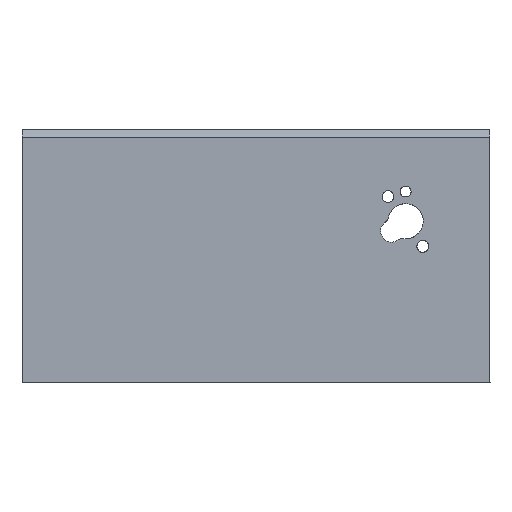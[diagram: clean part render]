
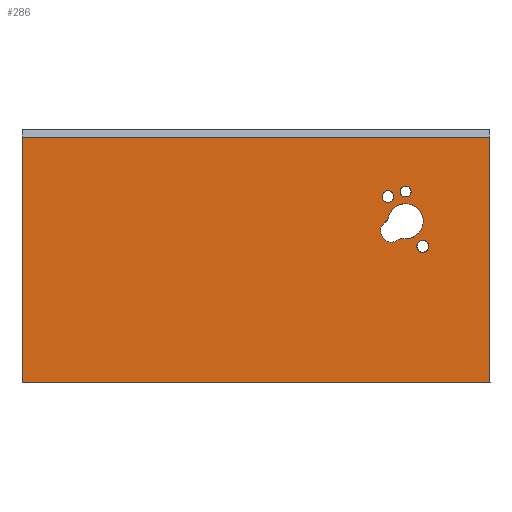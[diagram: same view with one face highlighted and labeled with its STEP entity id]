
A CAD part, front view. The second image highlights one B-rep face of the part: STEP entity #286.
In plain terms, the highlighted planar face has unit normal (0, -1, 0).
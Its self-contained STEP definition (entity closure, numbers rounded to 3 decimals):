
#64=CARTESIAN_POINT('',(-34.295,264.629,540.724));
#65=VERTEX_POINT('',#64);
#74=CARTESIAN_POINT('',(-41.087,264.63,535.344));
#75=VERTEX_POINT('',#74);
#76=CARTESIAN_POINT('',(-34.295,264.629,533.746));
#77=DIRECTION('',(0.,-1.,0.));
#78=DIRECTION('',(1.,0.,-0.));
#79=AXIS2_PLACEMENT_3D('',#76,#77,#78);
#80=ELLIPSE('',#79,6.978,6.978);
#81=EDGE_CURVE('',#65,#75,#80,.T.);
#102=CARTESIAN_POINT('',(-162.325,264.647,465.393));
#103=DIRECTION('',(0.,1.,-0.));
#104=DIRECTION('',(-1.,0.,0.));
#105=AXIS2_PLACEMENT_3D('',#102,#103,#104);
#106=PLANE('',#105);
#107=CARTESIAN_POINT('',(-42.622,264.63,533.095));
#108=VERTEX_POINT('',#107);
#109=CARTESIAN_POINT('',(-42.599,264.63,533.111));
#110=VERTEX_POINT('',#109);
#111=CARTESIAN_POINT('',(-42.622,264.63,533.095));
#112=DIRECTION('',(0.819,0.,0.574));
#113=VECTOR('',#112,0.028);
#114=LINE('',#111,#113);
#115=EDGE_CURVE('',#108,#110,#114,.T.);
#116=ORIENTED_EDGE('',*,*,#115,.T.);
#117=CARTESIAN_POINT('',(-42.599,264.63,533.111));
#118=CARTESIAN_POINT('',(-42.409,264.63,533.244));
#119=CARTESIAN_POINT('',(-42.234,264.63,533.393));
#120=CARTESIAN_POINT('',(-42.074,264.63,533.556));
#121=CARTESIAN_POINT('',(-41.994,264.63,533.637));
#122=CARTESIAN_POINT('',(-41.918,264.63,533.722));
#123=CARTESIAN_POINT('',(-41.845,264.63,533.811));
#124=CARTESIAN_POINT('',(-41.772,264.63,533.9));
#125=CARTESIAN_POINT('',(-41.703,264.63,533.993));
#126=CARTESIAN_POINT('',(-41.638,264.63,534.089));
#127=CARTESIAN_POINT('',(-41.508,264.63,534.28));
#128=CARTESIAN_POINT('',(-41.398,264.63,534.48));
#129=CARTESIAN_POINT('',(-41.306,264.63,534.69));
#130=CARTESIAN_POINT('',(-41.214,264.63,534.899));
#131=CARTESIAN_POINT('',(-41.141,264.63,535.119));
#132=CARTESIAN_POINT('',(-41.087,264.63,535.344));
#133=B_SPLINE_CURVE_WITH_KNOTS('',3,(#117,#118,#119,#120,#121,#122,#123,#124,#125,#126,#127,#128,#129,#130,#131,#132),.UNSPECIFIED.,.F.,.F.,(4,3,3,3,3,4),(0.,0.001,0.001,0.001,0.002,0.003),.UNSPECIFIED.);
#134=EDGE_CURVE('',#110,#75,#133,.T.);
#135=ORIENTED_EDGE('',*,*,#134,.T.);
#136=ORIENTED_EDGE('',*,*,#81,.F.);
#137=CARTESIAN_POINT('',(-35.102,264.629,526.815));
#138=VERTEX_POINT('',#137);
#139=CARTESIAN_POINT('',(-34.295,264.629,533.746));
#140=DIRECTION('',(0.,-1.,0.));
#141=DIRECTION('',(1.,0.,-0.));
#142=AXIS2_PLACEMENT_3D('',#139,#140,#141);
#143=ELLIPSE('',#142,6.978,6.978);
#144=EDGE_CURVE('',#138,#65,#143,.T.);
#145=ORIENTED_EDGE('',*,*,#144,.F.);
#146=CARTESIAN_POINT('',(-37.717,264.629,526.153));
#147=VERTEX_POINT('',#146);
#148=CARTESIAN_POINT('',(-35.102,264.629,526.815));
#149=CARTESIAN_POINT('',(-35.332,264.629,526.842));
#150=CARTESIAN_POINT('',(-35.561,264.629,526.848));
#151=CARTESIAN_POINT('',(-35.789,264.629,526.833));
#152=CARTESIAN_POINT('',(-35.903,264.629,526.825));
#153=CARTESIAN_POINT('',(-36.017,264.629,526.812));
#154=CARTESIAN_POINT('',(-36.131,264.629,526.794));
#155=CARTESIAN_POINT('',(-36.244,264.629,526.776));
#156=CARTESIAN_POINT('',(-36.358,264.629,526.753));
#157=CARTESIAN_POINT('',(-36.47,264.629,526.725));
#158=CARTESIAN_POINT('',(-36.694,264.629,526.668));
#159=CARTESIAN_POINT('',(-36.91,264.629,526.592));
#160=CARTESIAN_POINT('',(-37.118,264.629,526.497));
#161=CARTESIAN_POINT('',(-37.325,264.629,526.401));
#162=CARTESIAN_POINT('',(-37.527,264.629,526.286));
#163=CARTESIAN_POINT('',(-37.717,264.629,526.153));
#164=B_SPLINE_CURVE_WITH_KNOTS('',3,(#148,#149,#150,#151,#152,#153,#154,#155,#156,#157,#158,#159,#160,#161,#162,#163),.UNSPECIFIED.,.F.,.F.,(4,3,3,3,3,4),(0.,0.001,0.001,0.001,0.002,0.003),.UNSPECIFIED.);
#165=EDGE_CURVE('',#138,#147,#164,.T.);
#166=ORIENTED_EDGE('',*,*,#165,.T.);
#167=CARTESIAN_POINT('',(-37.738,264.629,526.138));
#168=VERTEX_POINT('',#167);
#169=CARTESIAN_POINT('',(-37.738,264.629,526.138));
#170=DIRECTION('',(0.819,0.,0.574));
#171=VECTOR('',#170,0.027);
#172=LINE('',#169,#171);
#173=EDGE_CURVE('',#168,#147,#172,.T.);
#174=ORIENTED_EDGE('',*,*,#173,.F.);
#175=CARTESIAN_POINT('',(-43.016,264.63,527.062));
#176=VERTEX_POINT('',#175);
#177=CARTESIAN_POINT('',(-39.915,264.63,529.239));
#178=DIRECTION('',(0.,1.,-0.));
#179=DIRECTION('',(-1.,0.,0.));
#180=AXIS2_PLACEMENT_3D('',#177,#178,#179);
#181=CIRCLE('',#180,3.789);
#182=EDGE_CURVE('',#168,#176,#181,.T.);
#183=ORIENTED_EDGE('',*,*,#182,.T.);
#184=CARTESIAN_POINT('',(-43.546,264.63,527.817));
#185=VERTEX_POINT('',#184);
#186=CARTESIAN_POINT('',(-43.016,264.63,527.062));
#187=DIRECTION('',(-0.574,0.,0.819));
#188=VECTOR('',#187,0.922);
#189=LINE('',#186,#188);
#190=EDGE_CURVE('',#176,#185,#189,.T.);
#191=ORIENTED_EDGE('',*,*,#190,.T.);
#192=CARTESIAN_POINT('',(-40.445,264.63,529.994));
#193=DIRECTION('',(0.,1.,-0.));
#194=DIRECTION('',(-1.,0.,0.));
#195=AXIS2_PLACEMENT_3D('',#192,#193,#194);
#196=CIRCLE('',#195,3.789);
#197=EDGE_CURVE('',#185,#108,#196,.T.);
#198=ORIENTED_EDGE('',*,*,#197,.T.);
#199=EDGE_LOOP('',(#116,#135,#136,#145,#166,#174,#183,#191,#198));
#200=FACE_BOUND('',#199,.T.);
#201=CARTESIAN_POINT('',(-39.923,264.63,541.57));
#202=VERTEX_POINT('',#201);
#203=CARTESIAN_POINT('',(-39.346,264.629,544.843));
#204=VERTEX_POINT('',#203);
#205=CARTESIAN_POINT('',(-41.271,264.63,543.495));
#206=DIRECTION('',(0.,1.,-0.));
#207=DIRECTION('',(0.574,0.,-0.819));
#208=AXIS2_PLACEMENT_3D('',#205,#206,#207);
#209=ELLIPSE('',#208,2.35,2.35);
#210=EDGE_CURVE('',#202,#204,#209,.T.);
#211=ORIENTED_EDGE('',*,*,#210,.T.);
#212=CARTESIAN_POINT('',(-41.271,264.63,543.495));
#213=DIRECTION('',(0.,1.,-0.));
#214=DIRECTION('',(0.574,0.,-0.819));
#215=AXIS2_PLACEMENT_3D('',#212,#213,#214);
#216=ELLIPSE('',#215,2.35,2.35);
#217=EDGE_CURVE('',#204,#202,#216,.T.);
#218=ORIENTED_EDGE('',*,*,#217,.T.);
#219=EDGE_LOOP('',(#211,#218));
#220=FACE_BOUND('',#219,.T.);
#221=CARTESIAN_POINT('',(-26.157,264.628,521.911));
#222=VERTEX_POINT('',#221);
#223=CARTESIAN_POINT('',(-25.58,264.628,525.184));
#224=VERTEX_POINT('',#223);
#225=CARTESIAN_POINT('',(-27.505,264.628,523.836));
#226=DIRECTION('',(0.,1.,-0.));
#227=DIRECTION('',(0.574,0.,-0.819));
#228=AXIS2_PLACEMENT_3D('',#225,#226,#227);
#229=ELLIPSE('',#228,2.35,2.35);
#230=EDGE_CURVE('',#222,#224,#229,.T.);
#231=ORIENTED_EDGE('',*,*,#230,.T.);
#232=CARTESIAN_POINT('',(-27.505,264.628,523.836));
#233=DIRECTION('',(0.,1.,-0.));
#234=DIRECTION('',(0.574,0.,-0.819));
#235=AXIS2_PLACEMENT_3D('',#232,#233,#234);
#236=ELLIPSE('',#235,2.35,2.35);
#237=EDGE_CURVE('',#224,#222,#236,.T.);
#238=ORIENTED_EDGE('',*,*,#237,.T.);
#239=EDGE_LOOP('',(#231,#238));
#240=FACE_BOUND('',#239,.T.);
#241=CARTESIAN_POINT('',(-36.433,264.629,545.51));
#242=VERTEX_POINT('',#241);
#243=CARTESIAN_POINT('',(-34.283,264.629,545.51));
#244=DIRECTION('',(0.,-1.,0.));
#245=DIRECTION('',(-1.,0.,0.));
#246=AXIS2_PLACEMENT_3D('',#243,#244,#245);
#247=ELLIPSE('',#246,2.15,2.15);
#248=EDGE_CURVE('',#242,#242,#247,.T.);
#249=ORIENTED_EDGE('',*,*,#248,.F.);
#250=EDGE_LOOP('',(#249));
#251=FACE_BOUND('',#250,.T.);
#252=CARTESIAN_POINT('',(-0.941,264.624,470.032));
#253=VERTEX_POINT('',#252);
#254=CARTESIAN_POINT('',(-0.941,264.624,567.032));
#255=VERTEX_POINT('',#254);
#256=CARTESIAN_POINT('',(-0.941,264.624,470.032));
#257=DIRECTION('',(0.,0.,1.));
#258=VECTOR('',#257,97.);
#259=LINE('',#256,#258);
#260=EDGE_CURVE('',#253,#255,#259,.T.);
#261=ORIENTED_EDGE('',*,*,#260,.T.);
#262=CARTESIAN_POINT('',(-185.977,264.65,567.032));
#263=VERTEX_POINT('',#262);
#264=CARTESIAN_POINT('',(-185.977,264.65,567.032));
#265=DIRECTION('',(1.,0.,-0.));
#266=VECTOR('',#265,185.036);
#267=LINE('',#264,#266);
#268=EDGE_CURVE('',#263,#255,#267,.T.);
#269=ORIENTED_EDGE('',*,*,#268,.F.);
#270=CARTESIAN_POINT('',(-185.977,264.65,470.032));
#271=VERTEX_POINT('',#270);
#272=CARTESIAN_POINT('',(-185.977,264.65,470.032));
#273=DIRECTION('',(-0.,0.,1.));
#274=VECTOR('',#273,97.);
#275=LINE('',#272,#274);
#276=EDGE_CURVE('',#271,#263,#275,.T.);
#277=ORIENTED_EDGE('',*,*,#276,.F.);
#278=CARTESIAN_POINT('',(-185.977,264.65,470.032));
#279=DIRECTION('',(1.,0.,-0.));
#280=VECTOR('',#279,185.036);
#281=LINE('',#278,#280);
#282=EDGE_CURVE('',#271,#253,#281,.T.);
#283=ORIENTED_EDGE('',*,*,#282,.T.);
#284=EDGE_LOOP('',(#261,#269,#277,#283));
#285=FACE_BOUND('',#284,.T.);
#286=ADVANCED_FACE('',(#200,#220,#240,#251,#285),#106,.F.);
